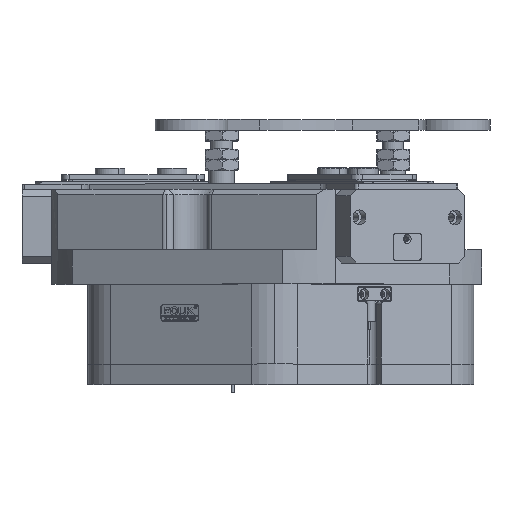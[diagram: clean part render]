
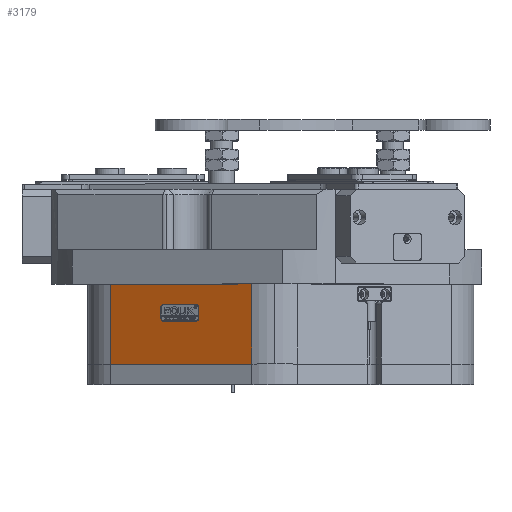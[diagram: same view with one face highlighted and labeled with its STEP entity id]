
A CAD part, top view. The second image highlights one B-rep face of the part: STEP entity #3179.
In plain terms, the highlighted planar face has unit normal (-0.5, 0, 0.866).
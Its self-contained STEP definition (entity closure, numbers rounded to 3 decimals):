
#495 = CARTESIAN_POINT ( 'NONE',  ( -87.742, 42.1, 116.774 ) ) ;
#2313 = ORIENTED_EDGE ( 'NONE', *, *, #28660, .T. ) ;
#2782 = AXIS2_PLACEMENT_3D ( 'NONE', #59202, #30643, #31246 ) ;
#3179 = ADVANCED_FACE ( 'NONE', ( #48020, #31211 ), #54519, .T. ) ;
#3604 = EDGE_CURVE ( 'NONE', #17145, #4744, #51674, .T. ) ;
#4744 = VERTEX_POINT ( 'NONE', #22328 ) ;
#4839 = VECTOR ( 'NONE', #23414, 1000. ) ;
#5152 = CIRCLE ( 'NONE', #34986, 2.1 ) ;
#5474 = LINE ( 'NONE', #40043, #38971 ) ;
#5738 = ORIENTED_EDGE ( 'NONE', *, *, #21481, .T. ) ;
#5747 = EDGE_CURVE ( 'NONE', #28751, #32471, #5474, .T. ) ;
#5885 = VECTOR ( 'NONE', #57848, 1000. ) ;
#5983 = CARTESIAN_POINT ( 'NONE',  ( -61.675, 32., 131.824 ) ) ;
#6640 = VECTOR ( 'NONE', #33628, 1000. ) ;
#6960 = VERTEX_POINT ( 'NONE', #58708 ) ;
#7242 = CARTESIAN_POINT ( 'NONE',  ( 145., 0., 251.147 ) ) ;
#7345 = CARTESIAN_POINT ( 'NONE',  ( -125., 59.5, 95.263 ) ) ;
#7349 = ORIENTED_EDGE ( 'NONE', *, *, #41098, .T. ) ;
#7413 = CARTESIAN_POINT ( 'NONE',  ( -85.923, 42.1, 117.824 ) ) ;
#8089 = EDGE_CURVE ( 'NONE', #4744, #47929, #12136, .T. ) ;
#9491 = DIRECTION ( 'NONE',  ( 0., 1., 0. ) ) ;
#11026 = CARTESIAN_POINT ( 'NONE',  ( -59.856, 42.1, 132.874 ) ) ;
#11575 = EDGE_CURVE ( 'NONE', #19484, #46262, #18283, .T. ) ;
#11834 = DIRECTION ( 'NONE',  ( 0., -1., 0. ) ) ;
#12136 = LINE ( 'NONE', #34300, #33934 ) ;
#16183 = CARTESIAN_POINT ( 'NONE',  ( -125., 0., 95.263 ) ) ;
#16325 = VECTOR ( 'NONE', #9491, 1000. ) ;
#16922 = VERTEX_POINT ( 'NONE', #21223 ) ;
#17145 = VERTEX_POINT ( 'NONE', #54808 ) ;
#18283 = LINE ( 'NONE', #25051, #5885 ) ;
#18303 = ORIENTED_EDGE ( 'NONE', *, *, #33100, .T. ) ;
#18316 = CARTESIAN_POINT ( 'NONE',  ( -61.675, 44.2, 131.824 ) ) ;
#19484 = VERTEX_POINT ( 'NONE', #7345 ) ;
#20219 = AXIS2_PLACEMENT_3D ( 'NONE', #22331, #54926, #36319 ) ;
#21223 = CARTESIAN_POINT ( 'NONE',  ( -61.675, 32., 131.824 ) ) ;
#21481 = EDGE_CURVE ( 'NONE', #47929, #42018, #28257, .T. ) ;
#22328 = CARTESIAN_POINT ( 'NONE',  ( -85.923, 44.2, 117.824 ) ) ;
#22331 = CARTESIAN_POINT ( 'NONE',  ( -61.675, 42.1, 131.824 ) ) ;
#23216 = ORIENTED_EDGE ( 'NONE', *, *, #5747, .T. ) ;
#23414 = DIRECTION ( 'NONE',  ( 0.866, 0., 0.5 ) ) ;
#24030 = ORIENTED_EDGE ( 'NONE', *, *, #41214, .T. ) ;
#24111 = CARTESIAN_POINT ( 'NONE',  ( -85.923, 34.1, 117.824 ) ) ;
#24432 = CARTESIAN_POINT ( 'NONE',  ( -61.675, 34.1, 131.824 ) ) ;
#25051 = CARTESIAN_POINT ( 'NONE',  ( -125., 130., 95.263 ) ) ;
#25494 = ORIENTED_EDGE ( 'NONE', *, *, #53612, .F. ) ;
#26348 = ORIENTED_EDGE ( 'NONE', *, *, #31312, .F. ) ;
#28257 = CIRCLE ( 'NONE', #20219, 2.1 ) ;
#28293 = DIRECTION ( 'NONE',  ( -0.866, 0., -0.5 ) ) ;
#28660 = EDGE_CURVE ( 'NONE', #6960, #17145, #33045, .T. ) ;
#28751 = VERTEX_POINT ( 'NONE', #29211 ) ;
#29211 = CARTESIAN_POINT ( 'NONE',  ( -20., 0., 155.885 ) ) ;
#29327 = EDGE_LOOP ( 'NONE', ( #25494, #31525, #26348, #23216 ) ) ;
#30643 = DIRECTION ( 'NONE',  ( -0.5, 0., 0.866 ) ) ;
#31211 = FACE_OUTER_BOUND ( 'NONE', #29327, .T. ) ;
#31241 = EDGE_LOOP ( 'NONE', ( #46641, #18303, #24030, #7349, #2313, #43678, #48634, #5738 ) ) ;
#31246 = DIRECTION ( 'NONE',  ( 0.866, 0., 0.5 ) ) ;
#31312 = EDGE_CURVE ( 'NONE', #28751, #46262, #39775, .T. ) ;
#31525 = ORIENTED_EDGE ( 'NONE', *, *, #11575, .T. ) ;
#32331 = CARTESIAN_POINT ( 'NONE',  ( -72.5, 59.5, 125.574 ) ) ;
#32471 = VERTEX_POINT ( 'NONE', #45049 ) ;
#33045 = LINE ( 'NONE', #495, #16325 ) ;
#33100 = EDGE_CURVE ( 'NONE', #40237, #16922, #49198, .T. ) ;
#33628 = DIRECTION ( 'NONE',  ( -0.866, 0., -0.5 ) ) ;
#33934 = VECTOR ( 'NONE', #43274, 1000. ) ;
#34300 = CARTESIAN_POINT ( 'NONE',  ( -61.675, 44.2, 131.824 ) ) ;
#34681 = VECTOR ( 'NONE', #53891, 1000. ) ;
#34986 = AXIS2_PLACEMENT_3D ( 'NONE', #24111, #42375, #47121 ) ;
#35841 = DIRECTION ( 'NONE',  ( 0.5, 0., -0.866 ) ) ;
#36319 = DIRECTION ( 'NONE',  ( 0.866, 0., 0.5 ) ) ;
#37399 = AXIS2_PLACEMENT_3D ( 'NONE', #24432, #52555, #28293 ) ;
#37437 = CARTESIAN_POINT ( 'NONE',  ( -85.923, 32., 117.824 ) ) ;
#38971 = VECTOR ( 'NONE', #44919, 1000. ) ;
#39775 = LINE ( 'NONE', #7242, #34681 ) ;
#39941 = DIRECTION ( 'NONE',  ( -0.866, 0., -0.5 ) ) ;
#40043 = CARTESIAN_POINT ( 'NONE',  ( -20., 130., 155.885 ) ) ;
#40237 = VERTEX_POINT ( 'NONE', #58873 ) ;
#41098 = EDGE_CURVE ( 'NONE', #47446, #6960, #5152, .T. ) ;
#41214 = EDGE_CURVE ( 'NONE', #16922, #47446, #49652, .T. ) ;
#42018 = VERTEX_POINT ( 'NONE', #54509 ) ;
#42375 = DIRECTION ( 'NONE',  ( 0.5, 0., -0.866 ) ) ;
#43274 = DIRECTION ( 'NONE',  ( 0.866, 0., 0.5 ) ) ;
#43678 = ORIENTED_EDGE ( 'NONE', *, *, #3604, .T. ) ;
#44919 = DIRECTION ( 'NONE',  ( 0., 1., 0. ) ) ;
#45049 = CARTESIAN_POINT ( 'NONE',  ( -20., 59.5, 155.885 ) ) ;
#45313 = AXIS2_PLACEMENT_3D ( 'NONE', #7413, #35841, #39941 ) ;
#46262 = VERTEX_POINT ( 'NONE', #16183 ) ;
#46641 = ORIENTED_EDGE ( 'NONE', *, *, #47682, .T. ) ;
#47121 = DIRECTION ( 'NONE',  ( -0.866, 0., -0.5 ) ) ;
#47446 = VERTEX_POINT ( 'NONE', #37437 ) ;
#47682 = EDGE_CURVE ( 'NONE', #42018, #40237, #57829, .T. ) ;
#47929 = VERTEX_POINT ( 'NONE', #18316 ) ;
#48020 = FACE_BOUND ( 'NONE', #31241, .T. ) ;
#48634 = ORIENTED_EDGE ( 'NONE', *, *, #8089, .T. ) ;
#49198 = CIRCLE ( 'NONE', #37399, 2.1 ) ;
#49652 = LINE ( 'NONE', #5983, #6640 ) ;
#50044 = LINE ( 'NONE', #32331, #4839 ) ;
#51674 = CIRCLE ( 'NONE', #45313, 2.1 ) ;
#52555 = DIRECTION ( 'NONE',  ( 0.5, 0., -0.866 ) ) ;
#53612 = EDGE_CURVE ( 'NONE', #19484, #32471, #50044, .T. ) ;
#53891 = DIRECTION ( 'NONE',  ( -0.866, 0., -0.5 ) ) ;
#54509 = CARTESIAN_POINT ( 'NONE',  ( -59.856, 42.1, 132.874 ) ) ;
#54519 = PLANE ( 'NONE',  #2782 ) ;
#54808 = CARTESIAN_POINT ( 'NONE',  ( -87.742, 42.1, 116.774 ) ) ;
#54926 = DIRECTION ( 'NONE',  ( 0.5, 0., -0.866 ) ) ;
#55670 = VECTOR ( 'NONE', #11834, 1000. ) ;
#57829 = LINE ( 'NONE', #11026, #55670 ) ;
#57848 = DIRECTION ( 'NONE',  ( 0., -1., 0. ) ) ;
#58708 = CARTESIAN_POINT ( 'NONE',  ( -87.742, 34.1, 116.774 ) ) ;
#58873 = CARTESIAN_POINT ( 'NONE',  ( -59.856, 34.1, 132.874 ) ) ;
#59202 = CARTESIAN_POINT ( 'NONE',  ( 145., 130., 251.147 ) ) ;
